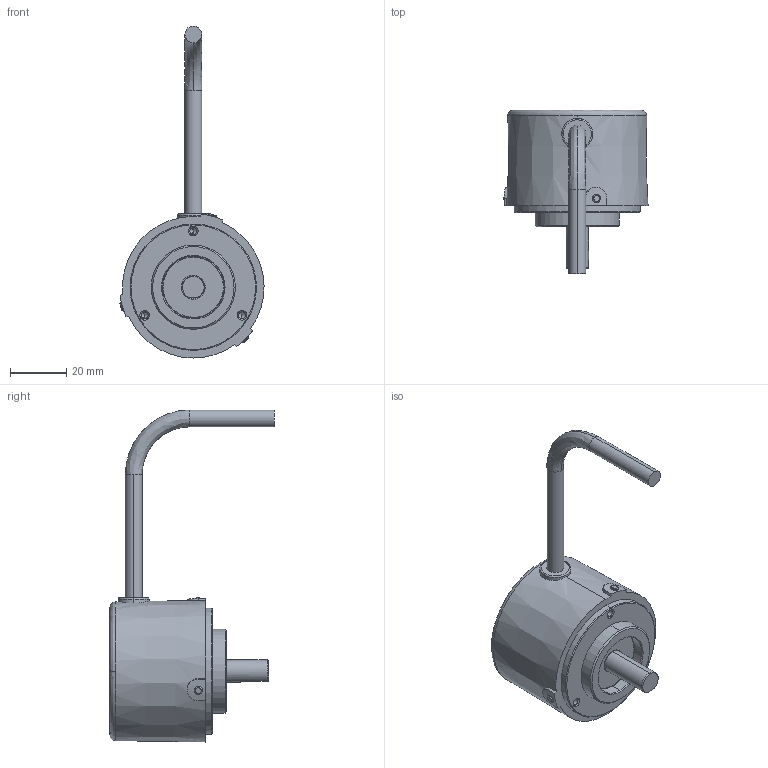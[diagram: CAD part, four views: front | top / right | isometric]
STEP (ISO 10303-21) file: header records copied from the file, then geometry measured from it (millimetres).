
FILE_DESCRIPTION (( 'STEP AP214' ), '1' );
FILE_NAME ('TRD-N-RZ.STEP', '2016-06-30T14:52:47', ( '' ), ( '' ), 'SwSTEP 2.0', 'SolidWorks 2016', '' );
FILE_SCHEMA (( 'AUTOMOTIVE_DESIGN' ));
Length unit declared in the file: millimetre
Products named in the file (1): TRD-N-RZ
Bounding box: 51.32 x 58.5 x 118.2 mm (x, y, z)
Volume: 76428.9 mm3; surface area: 12939.4 mm2
Topology: 1 solids, 1 shells, 95 faces, 260 edges, 172 vertices
Faces by surface type: cone 31, plane 25, cylinder 23, bspline 16
Entity records: 4411 total; most frequent: CARTESIAN_POINT 1686, ORIENTED_EDGE 508, DIRECTION 438, EDGE_CURVE 254, AXIS2_PLACEMENT_3D 185, VERTEX_POINT 172, EDGE_LOOP 106, CIRCLE 105
